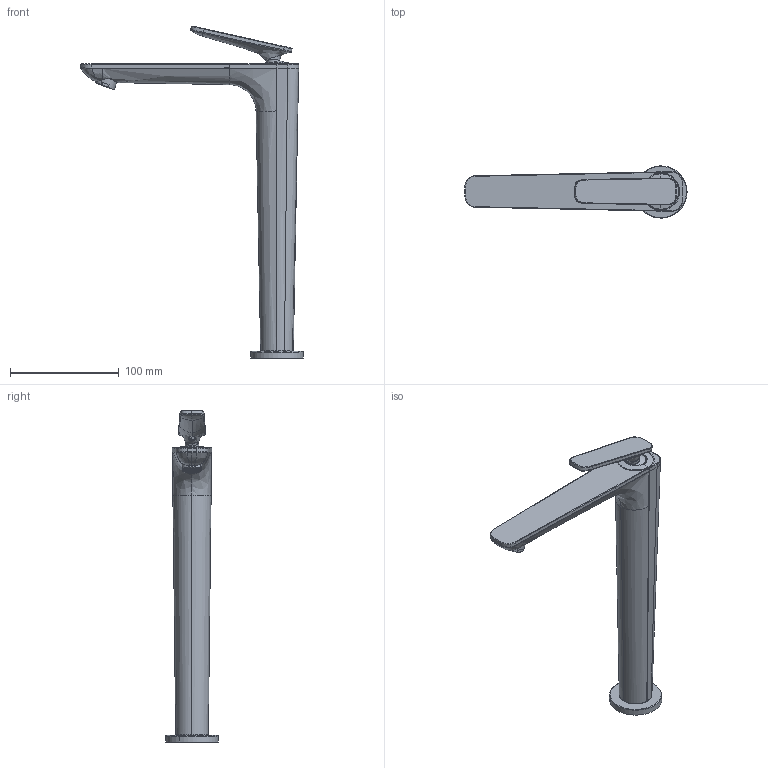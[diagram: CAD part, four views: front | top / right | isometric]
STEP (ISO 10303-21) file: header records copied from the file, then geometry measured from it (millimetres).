
FILE_DESCRIPTION(('CATIA V6 STEP','CAx-IF Rec.Pracs.--- Model Styling and Organization---1.5--- 2016-08-15','CAx-IF Rec.Pracs.---Supplemental Geometry---1.0---2011-11-01','CAx-IF Rec.Pracs.--- Composite Materials ---3.4---2017-06-13','CAx-IF Rec.Pracs.---Tessellated 3D Geometry---1.0---2015-12-17'),'2;1');
FILE_NAME('prd-HG-00460344.stp','2023-06-14T13:29:38+00:00',('none'),('none'),'3DEXPERIENCE Platform3DEXPERIENCE R2021x HotFix 8','3DEXPERIENCE Platform STEP AP242 v2','none');
FILE_SCHEMA(('AP242_MANAGED_MODEL_BASED_3D_ENGINEERING_MIM_LF {1 0 10303 442 1 1 4}'));
Length unit declared in the file: millimetre
Products named in the file (11): P-2_Ax_Arizia_WTM_250; P-2_Griff_kpl._WTM_Citterio; P-2_Griff_WTM_Citterio_2411; P-2_Abdeckring_WTM_Citterio_2411; V5_P_2_Griffrosette_Pura_Vida_E_demontage; V5_P_2_Gleitstueck_WTM_Citterio_2; P-2_Stopfen_Citterio_M25; V5_SR_TT_HC_1,2gpm-air_rosa; V5_P_2_Perlatorhuelse_M18x1; P-2_Rosette_WTM_Citterio_2411; P-2_GK_HIGHRISER_250_CITTERIO_Arizia
Assembly tree (10 placements, depth 3):
  P-2_Ax_Arizia_WTM_250
    P-2_Griff_kpl._WTM_Citterio
      P-2_Griff_WTM_Citterio_2411
      P-2_Abdeckring_WTM_Citterio_2411
      V5_P_2_Griffrosette_Pura_Vida_E_demontage
      V5_P_2_Gleitstueck_WTM_Citterio_2
    P-2_Stopfen_Citterio_M25
    V5_SR_TT_HC_1,2gpm-air_rosa
    V5_P_2_Perlatorhuelse_M18x1
    P-2_Rosette_WTM_Citterio_2411
    P-2_GK_HIGHRISER_250_CITTERIO_Arizia
Bounding box: 203.99 x 47.99 x 304.82 mm (x, y, z)
Volume: 365994.5 mm3; surface area: 62170.7 mm2
Topology: 9 solids, 9 shells, 810 faces, 2044 edges, 1299 vertices
Faces by surface type: plane 534, cylinder 124, bspline 98, torus 24, cone 24, sphere 4, revolution 2
Entity records: 32417 total; most frequent: CARTESIAN_POINT 14467, ORIENTED_EDGE 4076, DIRECTION 2806, EDGE_CURVE 2038, VECTOR 1415, LINE 1415, VERTEX_POINT 1299, EDGE_LOOP 881
